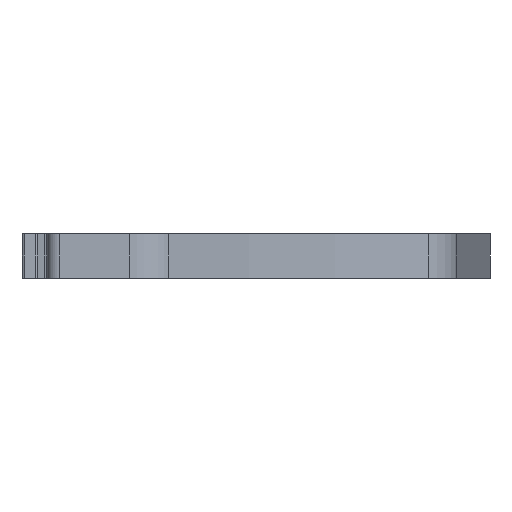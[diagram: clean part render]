
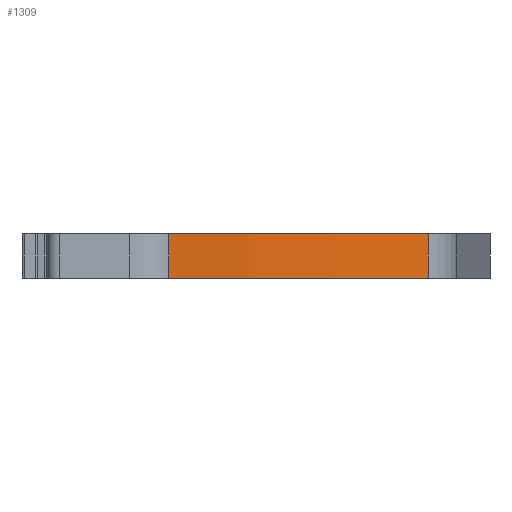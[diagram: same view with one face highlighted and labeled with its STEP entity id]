
A CAD part, left-side view. The second image highlights one B-rep face of the part: STEP entity #1309.
In plain terms, the highlighted cylindrical face has radius 650 mm (diameter 1300 mm), a partial arc.
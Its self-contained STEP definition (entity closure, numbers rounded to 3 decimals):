
#79=FACE_OUTER_BOUND('',#150,.T.);
#150=EDGE_LOOP('',(#1013,#1014,#1015,#1016));
#263=LINE('',#2143,#393);
#265=LINE('',#2148,#395);
#393=VECTOR('',#1719,10.);
#395=VECTOR('',#1725,10.);
#475=CIRCLE('',#1394,650.);
#504=CIRCLE('',#1445,650.);
#563=VERTEX_POINT('',#1994);
#564=VERTEX_POINT('',#1996);
#616=VERTEX_POINT('',#2141);
#617=VERTEX_POINT('',#2146);
#697=EDGE_CURVE('',#564,#563,#475,.T.);
#770=EDGE_CURVE('',#616,#563,#263,.T.);
#772=EDGE_CURVE('',#617,#616,#504,.T.);
#773=EDGE_CURVE('',#564,#617,#265,.T.);
#1013=ORIENTED_EDGE('',*,*,#770,.F.);
#1014=ORIENTED_EDGE('',*,*,#772,.F.);
#1015=ORIENTED_EDGE('',*,*,#773,.F.);
#1016=ORIENTED_EDGE('',*,*,#697,.T.);
#1264=CYLINDRICAL_SURFACE('',#1444,650.);
#1309=ADVANCED_FACE('',(#79),#1264,.F.);
#1394=AXIS2_PLACEMENT_3D('',#1997,#1575,#1576);
#1444=AXIS2_PLACEMENT_3D('',#2145,#1721,#1722);
#1445=AXIS2_PLACEMENT_3D('',#2147,#1723,#1724);
#1575=DIRECTION('center_axis',(0.,0.,-1.));
#1576=DIRECTION('ref_axis',(-0.796,-0.606,0.));
#1719=DIRECTION('',(0.,0.,-1.));
#1721=DIRECTION('center_axis',(0.,0.,1.));
#1722=DIRECTION('ref_axis',(-0.796,-0.606,0.));
#1723=DIRECTION('center_axis',(0.,0.,-1.));
#1724=DIRECTION('ref_axis',(-0.796,-0.606,0.));
#1725=DIRECTION('',(0.,0.,1.));
#1994=CARTESIAN_POINT('',(-93.264,-135.199,0.));
#1996=CARTESIAN_POINT('',(-197.454,-30.915,0.));
#1997=CARTESIAN_POINT('Origin',(-602.219,-539.507,0.));
#2141=CARTESIAN_POINT('',(-93.264,-135.199,18.));
#2143=CARTESIAN_POINT('',(-93.264,-135.199,0.));
#2145=CARTESIAN_POINT('Origin',(-602.219,-539.507,0.));
#2146=CARTESIAN_POINT('',(-197.454,-30.915,18.));
#2147=CARTESIAN_POINT('Origin',(-602.219,-539.507,18.));
#2148=CARTESIAN_POINT('',(-197.454,-30.915,0.));
